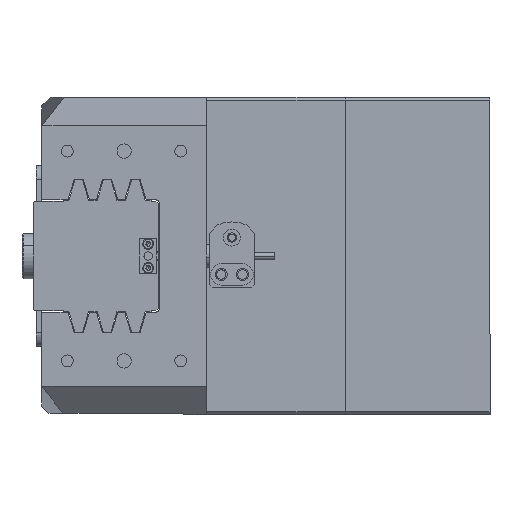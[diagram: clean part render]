
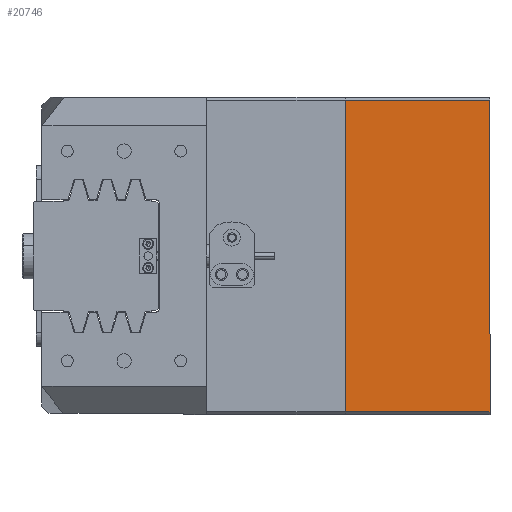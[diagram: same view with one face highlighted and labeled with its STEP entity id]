
A CAD part, left-side view. The second image highlights one B-rep face of the part: STEP entity #20746.
In plain terms, the highlighted planar face has unit normal (-1, 0, 0).
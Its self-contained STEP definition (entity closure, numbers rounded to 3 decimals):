
#934 = LINE ( 'NONE', #20660, #40860 ) ;
#1504 = VECTOR ( 'NONE', #22823, 1000. ) ;
#2113 = ORIENTED_EDGE ( 'NONE', *, *, #28357, .F. ) ;
#2835 = VERTEX_POINT ( 'NONE', #19462 ) ;
#3661 = VECTOR ( 'NONE', #10470, 1000. ) ;
#4953 = AXIS2_PLACEMENT_3D ( 'NONE', #6756, #38272, #12792 ) ;
#5113 = DIRECTION ( 'NONE',  ( 0., 1., 0. ) ) ;
#5245 = CARTESIAN_POINT ( 'NONE',  ( -93., 55.9, -51. ) ) ;
#5647 = CARTESIAN_POINT ( 'NONE',  ( -93., -54.9, -51. ) ) ;
#6357 = EDGE_CURVE ( 'NONE', #2835, #10410, #36200, .T. ) ;
#6756 = CARTESIAN_POINT ( 'NONE',  ( -93., 55.9, -51. ) ) ;
#6979 = VERTEX_POINT ( 'NONE', #31531 ) ;
#8351 = VERTEX_POINT ( 'NONE', #5647 ) ;
#10410 = VERTEX_POINT ( 'NONE', #27984 ) ;
#10470 = DIRECTION ( 'NONE',  ( 0., 1., 0. ) ) ;
#10736 = CARTESIAN_POINT ( 'NONE',  ( -93., 55.9, 0. ) ) ;
#11925 = LINE ( 'NONE', #5245, #28698 ) ;
#12792 = DIRECTION ( 'NONE',  ( 0., 1., 0. ) ) ;
#13187 = EDGE_CURVE ( 'NONE', #10410, #6979, #24219, .T. ) ;
#14608 = FACE_OUTER_BOUND ( 'NONE', #26647, .T. ) ;
#15631 = CARTESIAN_POINT ( 'NONE',  ( -93., 54.9, -51. ) ) ;
#19462 = CARTESIAN_POINT ( 'NONE',  ( -93., -54.9, 0. ) ) ;
#19485 = PLANE ( 'NONE',  #4953 ) ;
#20660 = CARTESIAN_POINT ( 'NONE',  ( -93., -54.9, -51. ) ) ;
#20746 = ADVANCED_FACE ( 'NONE', ( #14608 ), #19485, .F. ) ;
#22823 = DIRECTION ( 'NONE',  ( 0., 0., -1. ) ) ;
#24219 = LINE ( 'NONE', #15631, #1504 ) ;
#26647 = EDGE_LOOP ( 'NONE', ( #32057, #37668, #2113, #28639 ) ) ;
#27984 = CARTESIAN_POINT ( 'NONE',  ( -93., 54.9, 0. ) ) ;
#28357 = EDGE_CURVE ( 'NONE', #8351, #6979, #11925, .T. ) ;
#28639 = ORIENTED_EDGE ( 'NONE', *, *, #37838, .T. ) ;
#28698 = VECTOR ( 'NONE', #5113, 1000. ) ;
#30000 = DIRECTION ( 'NONE',  ( 0., 0., 1. ) ) ;
#31531 = CARTESIAN_POINT ( 'NONE',  ( -93., 54.9, -51. ) ) ;
#32057 = ORIENTED_EDGE ( 'NONE', *, *, #6357, .T. ) ;
#36200 = LINE ( 'NONE', #10736, #3661 ) ;
#37668 = ORIENTED_EDGE ( 'NONE', *, *, #13187, .T. ) ;
#37838 = EDGE_CURVE ( 'NONE', #8351, #2835, #934, .T. ) ;
#38272 = DIRECTION ( 'NONE',  ( 1., 0., 0. ) ) ;
#40860 = VECTOR ( 'NONE', #30000, 1000. ) ;
